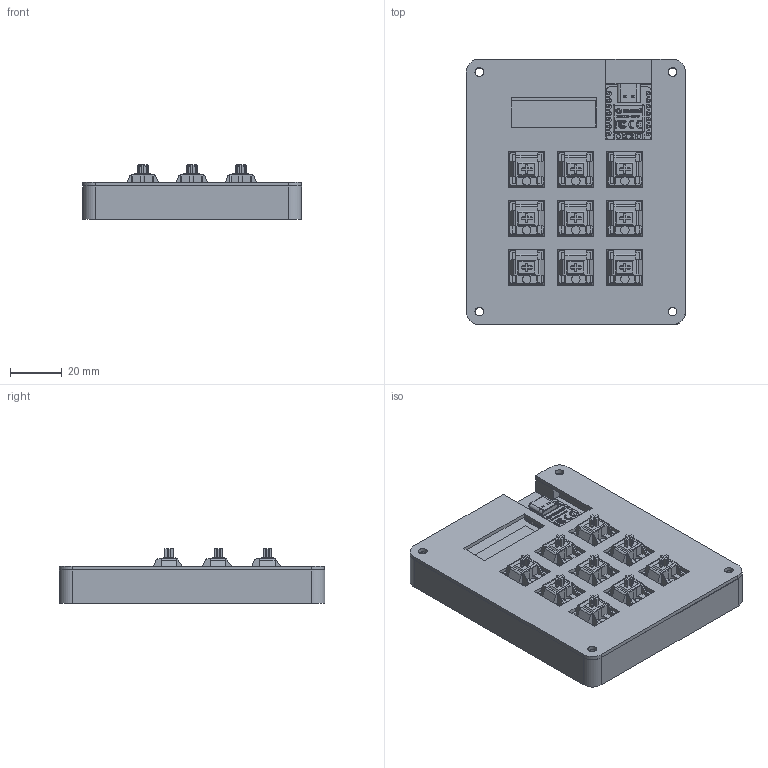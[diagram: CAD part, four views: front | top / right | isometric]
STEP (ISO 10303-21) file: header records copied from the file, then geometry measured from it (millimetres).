
FILE_DESCRIPTION(/* description */ (''),/* implementation_level */ '2;1');
FILE_NAME(/* name */ 'Macropad.step',/* time_stamp */ '2026-02-07T01:08:31+06:00',/* author */ (''),/* organization */ (''),/* preprocessor_version */ 'ST-DEVELOPER v20.1',/* originating_system */ 'Autodesk Translation Framework v14.21.0.0',/* authorisation */ '');
FILE_SCHEMA (('AUTOMOTIVE_DESIGN { 1 0 10303 214 3 1 1 }'));
Products named in the file (20): 2026-02-06-20-48-19-964; 2026-02-06-06-09-20-512; 2026-02-06-06-09-20-514; 2026-02-06-06-09-20-516; 2026-02-06-06-09-20-517; 2026-02-06-06-09-20-518; 2026-02-06-06-09-20-513; 2026-02-06-06-09-20-515; 2026-02-06-16-25-23-278; 2026-02-06-16-25-23-279; 2026-02-06-16-25-23-280; 2026-02-06-16-25-23-281; 2026-02-06-16-25-23-282; 2026-02-06-16-25-23-283; 2026-02-06-16-25-23-284; 2026-02-06-16-25-23-285; 2026-02-06-16-25-23-286; 2026-02-06-16-25-23-287; 2026-02-06-16-25-23-288; 2026-02-06-20-11-55-218
Assembly tree (35 placements, depth 5):
  2026-02-06-20-48-19-964
    2026-02-06-06-09-20-512
      2026-02-06-06-09-20-513  x9
      2026-02-06-06-09-20-514
      2026-02-06-06-09-20-515  x9
      2026-02-06-06-09-20-516
      2026-02-06-06-09-20-517
      2026-02-06-06-09-20-518
    2026-02-06-16-25-23-278
      2026-02-06-16-25-23-279
        2026-02-06-16-25-23-280
        2026-02-06-16-25-23-281
        2026-02-06-16-25-23-282
          2026-02-06-16-25-23-283
          2026-02-06-16-25-23-284
          2026-02-06-16-25-23-285
          2026-02-06-16-25-23-286
          2026-02-06-16-25-23-287
        2026-02-06-16-25-23-288
    2026-02-06-20-11-55-218
Bounding box: 85.06 x 103.11 x 21.34 mm (x, y, z)
Volume: 88799.6 mm3; surface area: 68580.3 mm2
Topology: 165 solids, 247 shells, 3646 faces, 11083 edges, 7876 vertices
Faces by surface type: plane 2819, cylinder 525, bspline 193, torus 48, sphere 46, cone 15
Full cylindrical faces by diameter (mm): 0.4 x1, 0.5 x29, 0.8 x32, 1 x18, 1.5 x20, 1.7 x18, 2 x19, 2.02 x9, 3.4 x8, 4 x9, 4.391 x9
Entity records: 71045 total; most frequent: CARTESIAN_POINT 15547, ORIENTED_EDGE 10715, DIRECTION 10394, EDGE_CURVE 6295, LINE 4836, VECTOR 4836, VERTEX_POINT 4780, AXIS2_PLACEMENT_3D 2779
